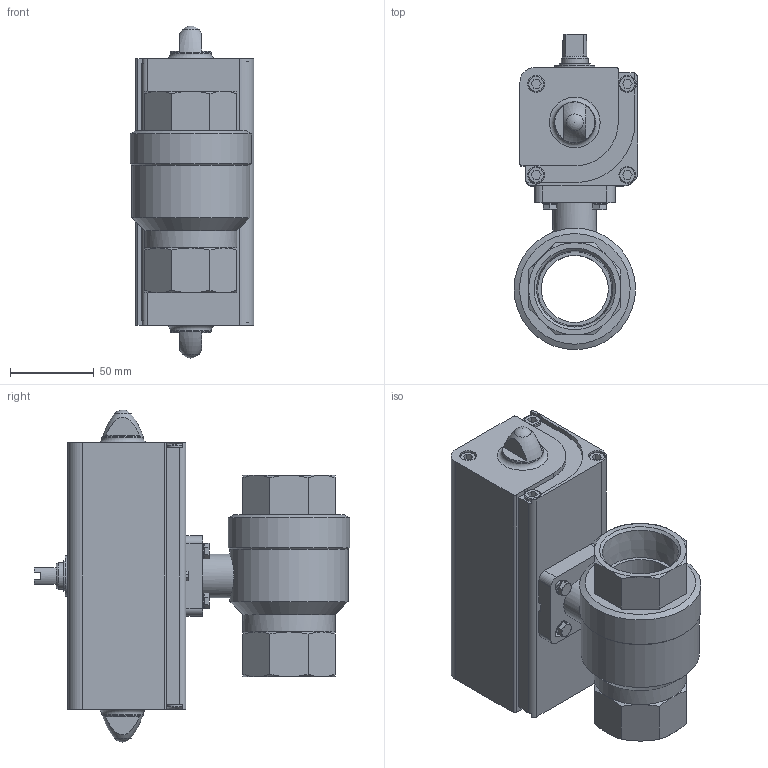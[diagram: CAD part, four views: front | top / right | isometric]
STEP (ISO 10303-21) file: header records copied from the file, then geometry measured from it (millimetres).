
FILE_DESCRIPTION(/* description */ ('STEP AP214'),/* implementation_level */ '2;1');
FILE_NAME(/* name */ '540516_VZPR-BPD-22-R112',/* time_stamp */ '2024-09-13T07:35:00+02:00',/* author */ ('License CC BY-ND 4.0'),/* organization */ ('CADENAS'),/* preprocessor_version */ 'ST-DEVELOPER v19.3',/* originating_system */ 'PARTsolutions',/* authorisation */ ' ');
FILE_SCHEMA (('AUTOMOTIVE_DESIGN {1 0 10303 214 3 1 1}'));
Length unit declared in the file: millimetre
Products named in the file (7): 540516 VZPR-BPD-22-R112; 533419 DAPS-0060-090-R-F04---(1); 533419 DAPS-0060-090-R-F04---(2); 534308 VAPB-1 1/2-F-25-F0405---(21 V); 8082120 DARQ-R-A-S14-S11-16; 690066 S 5 A2; Hexagon bolt DIN 933 - M5x18
Assembly tree (12 placements, depth 2):
  540516 VZPR-BPD-22-R112
    533419 DAPS-0060-090-R-F04---(1)
    533419 DAPS-0060-090-R-F04---(2)
    534308 VAPB-1 1/2-F-25-F0405---(21 V)
    8082120 DARQ-R-A-S14-S11-16
    690066 S 5 A2  x4
    Hexagon bolt DIN 933 - M5x18  x4
Bounding box: 73.95 x 188.15 x 198 mm (x, y, z)
Volume: 1017021.7 mm3; surface area: 128419.5 mm2
Topology: 12 solids, 12 shells, 491 faces, 1202 edges, 762 vertices
Faces by surface type: plane 263, cylinder 105, cone 103, torus 18, sphere 2
Full cylindrical faces by diameter (mm): 3.242 x1, 4.134 x12, 4.917 x1, 5 x4, 5.3 x4, 6.88 x4, 8.566 x2, 9 x4, 10 x8, 16 x1, 18.4 x1, 24 x2, 26 x1, 28 x2, 40 x1, 55 x1, 70.5 x1, 72.5 x1
Entity records: 12092 total; most frequent: CARTESIAN_POINT 2328, DIRECTION 1982, ORIENTED_EDGE 1830, EDGE_CURVE 915, AXIS2_PLACEMENT_3D 716, VERTEX_POINT 653, FACE_BOUND 580, EDGE_LOOP 564
